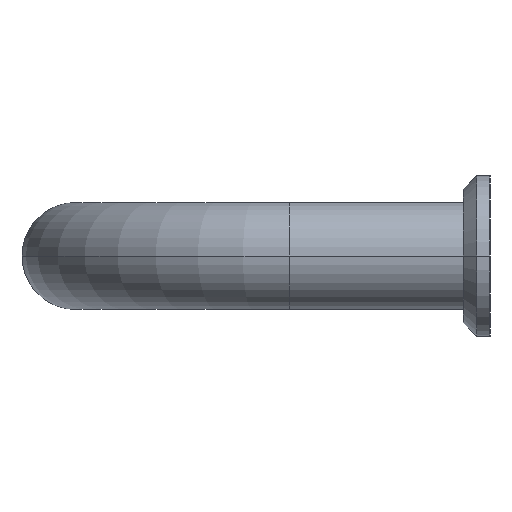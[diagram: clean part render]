
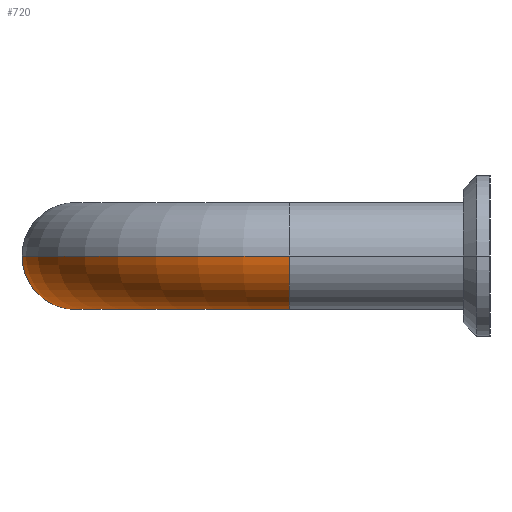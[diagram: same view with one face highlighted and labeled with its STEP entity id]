
A CAD part, left-side view. The second image highlights one B-rep face of the part: STEP entity #720.
In plain terms, the highlighted toroidal (fillet/blend) face has major radius 16 mm and minor radius 4 mm.
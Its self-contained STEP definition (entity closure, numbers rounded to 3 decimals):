
#342=EDGE_CURVE('',#694,#758,#853,.T.);
#452=VERTEX_POINT('',#969);
#470=VERTEX_POINT('',#987);
#588=VERTEX_POINT('',#1123);
#674=EDGE_CURVE('',#588,#452,#1232,.T.);
#678=EDGE_CURVE('',#758,#588,#1236,.T.);
#694=VERTEX_POINT('',#1256);
#720=ADVANCED_FACE('',(#1285),#1286,.T.);
#726=EDGE_CURVE('',#470,#452,#1294,.T.);
#752=EDGE_CURVE('',#470,#694,#1322,.T.);
#758=VERTEX_POINT('',#1328);
#853=CIRCLE('',#1448,4.0);
#969=CARTESIAN_POINT('',(-4.0,15.0,0.));
#987=CARTESIAN_POINT('',(4.0,15.0,0.0));
#1123=CARTESIAN_POINT('',(16.0,35.0,0.));
#1232=CIRCLE('',#1922,20.0);
#1236=CIRCLE('',#1929,4.0);
#1256=CARTESIAN_POINT('',(16.0,27.0,0.));
#1285=FACE_OUTER_BOUND('',#1989,.T.);
#1286=TOROIDAL_SURFACE('',#1990,16.0,4.0);
#1294=CIRCLE('',#1999,4.0);
#1322=CIRCLE('',#2042,12.0);
#1328=CARTESIAN_POINT('',(16.0,31.0,-4.0));
#1448=AXIS2_PLACEMENT_3D('',#2145,#2146,#2147);
#1922=AXIS2_PLACEMENT_3D('',#2615,#2616,#2617);
#1929=AXIS2_PLACEMENT_3D('',#2619,#2620,#2621);
#1989=EDGE_LOOP('',(#2698,#2699,#2700,#2701,#2702));
#1990=AXIS2_PLACEMENT_3D('',#2703,#2704,#2705);
#1999=AXIS2_PLACEMENT_3D('',#2714,#2715,#2716);
#2042=AXIS2_PLACEMENT_3D('',#2750,#2751,#2752);
#2145=CARTESIAN_POINT('',(16.0,31.0,0.0));
#2146=DIRECTION('',(1.0,0.0,0.0));
#2147=DIRECTION('',(0.0,1.0,0.0));
#2615=CARTESIAN_POINT('',(16.0,15.0,0.));
#2616=DIRECTION('',(0.0,0.0,1.0));
#2617=DIRECTION('',(1.0,0.0,0.0));
#2619=CARTESIAN_POINT('',(16.0,31.0,0.0));
#2620=DIRECTION('',(1.0,0.0,0.0));
#2621=DIRECTION('',(0.0,1.0,0.0));
#2698=ORIENTED_EDGE('',*,*,#674,.F.);
#2699=ORIENTED_EDGE('',*,*,#678,.F.);
#2700=ORIENTED_EDGE('',*,*,#342,.F.);
#2701=ORIENTED_EDGE('',*,*,#752,.F.);
#2702=ORIENTED_EDGE('',*,*,#726,.T.);
#2703=CARTESIAN_POINT('',(16.0,15.0,0.0));
#2704=DIRECTION('',(0.0,0.0,1.0));
#2705=DIRECTION('',(1.0,0.0,0.0));
#2714=CARTESIAN_POINT('',(0.0,15.0,0.0));
#2715=DIRECTION('',(-0.0,1.0,0.0));
#2716=DIRECTION('',(1.0,0.0,0.0));
#2750=CARTESIAN_POINT('',(16.0,15.0,0.));
#2751=DIRECTION('',(0.0,0.0,-1.0));
#2752=DIRECTION('',(1.0,0.0,0.0));
